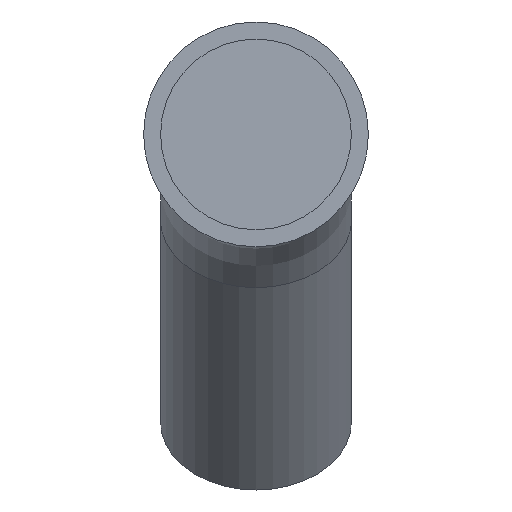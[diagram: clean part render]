
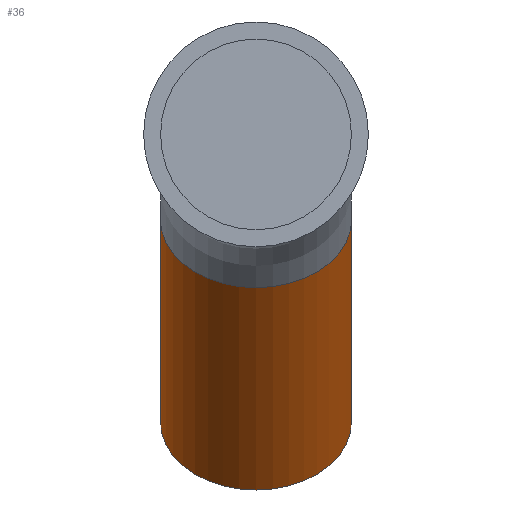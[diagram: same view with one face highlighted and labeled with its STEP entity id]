
A CAD part, front view. The second image highlights one B-rep face of the part: STEP entity #36.
In plain terms, the highlighted cylindrical face has radius 14 mm (diameter 28 mm), a full revolution.
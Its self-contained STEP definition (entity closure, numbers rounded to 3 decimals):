
#36 = ADVANCED_FACE( '', ( #75, #76 ), #77, .T. );
#75 = FACE_OUTER_BOUND( '', #120, .T. );
#76 = FACE_OUTER_BOUND( '', #121, .T. );
#77 = CYLINDRICAL_SURFACE( '', #122, 14. );
#120 = EDGE_LOOP( '', ( #161 ) );
#121 = EDGE_LOOP( '', ( #162 ) );
#122 = AXIS2_PLACEMENT_3D( '', #163, #164, #165 );
#161 = ORIENTED_EDGE( '', *, *, #216, .T. );
#162 = ORIENTED_EDGE( '', *, *, #217, .F. );
#163 = CARTESIAN_POINT( '', ( 0., 60.104, -42.293 ) );
#164 = DIRECTION( '', ( 0., 0.707, -0.707 ) );
#165 = DIRECTION( '', ( 0., -0.707, -0.707 ) );
#216 = EDGE_CURVE( '', #237, #237, #238, .T. );
#217 = EDGE_CURVE( '', #239, #239, #240, .T. );
#237 = VERTEX_POINT( '', #265 );
#238 = CIRCLE( '', #266, 14. );
#239 = VERTEX_POINT( '', #267 );
#240 = CIRCLE( '', #268, 14. );
#265 = CARTESIAN_POINT( '', ( 0., 50.205, -52.192 ) );
#266 = AXIS2_PLACEMENT_3D( '', #293, #294, #295 );
#267 = CARTESIAN_POINT( '', ( 0., 20.506, -22.494 ) );
#268 = AXIS2_PLACEMENT_3D( '', #296, #297, #298 );
#293 = CARTESIAN_POINT( '', ( 0., 60.104, -42.293 ) );
#294 = DIRECTION( '', ( 0., -0.707, 0.707 ) );
#295 = DIRECTION( '', ( 0., -0.707, -0.707 ) );
#296 = CARTESIAN_POINT( '', ( 0., 30.406, -12.594 ) );
#297 = DIRECTION( '', ( 0., -0.707, 0.707 ) );
#298 = DIRECTION( '', ( 0., -0.707, -0.707 ) );
